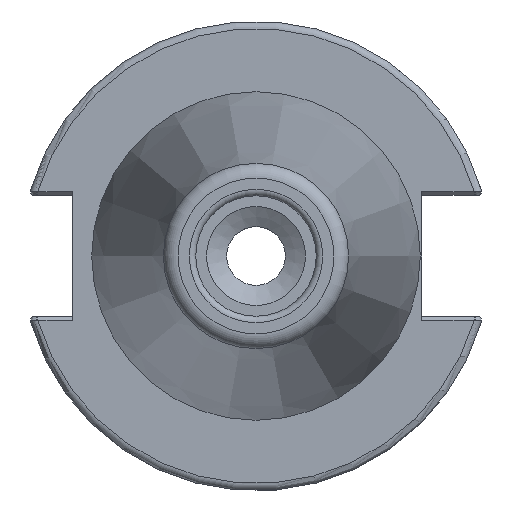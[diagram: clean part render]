
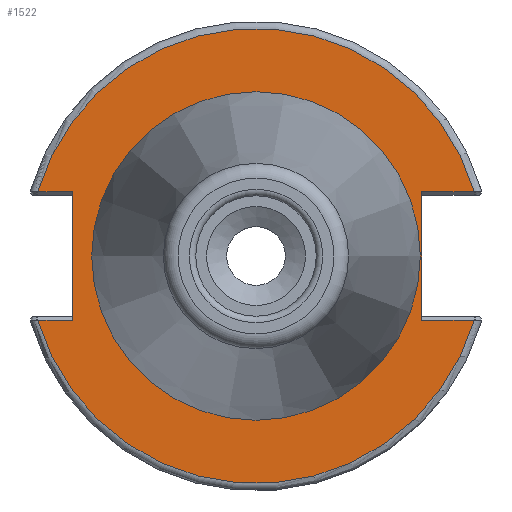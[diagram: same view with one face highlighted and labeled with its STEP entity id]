
A CAD part, left-side view. The second image highlights one B-rep face of the part: STEP entity #1522.
In plain terms, the highlighted planar face has unit normal (-1, 0, 0).
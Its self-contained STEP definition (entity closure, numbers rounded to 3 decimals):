
#58=FACE_BOUND('',#295,.T.);
#67=PLANE('',#1642);
#111=CIRCLE('',#1641,30.775);
#112=CIRCLE('',#1643,30.775);
#113=CIRCLE('',#1644,22.225);
#114=CIRCLE('',#1645,22.225);
#207=FACE_OUTER_BOUND('',#294,.T.);
#294=EDGE_LOOP('',(#1082,#1083,#1084,#1085,#1086,#1087,#1088,#1089));
#295=EDGE_LOOP('',(#1090,#1091));
#383=LINE('',#2385,#480);
#385=LINE('',#2453,#482);
#386=LINE('',#2455,#483);
#387=LINE('',#2459,#484);
#388=LINE('',#2461,#485);
#389=LINE('',#2462,#486);
#480=VECTOR('',#1822,10.);
#482=VECTOR('',#1840,10.);
#483=VECTOR('',#1841,10.);
#484=VECTOR('',#1844,10.);
#485=VECTOR('',#1845,10.);
#486=VECTOR('',#1846,10.);
#632=VERTEX_POINT('',#2378);
#635=VERTEX_POINT('',#2383);
#641=VERTEX_POINT('',#2431);
#643=VERTEX_POINT('',#2452);
#644=VERTEX_POINT('',#2454);
#645=VERTEX_POINT('',#2456);
#646=VERTEX_POINT('',#2458);
#647=VERTEX_POINT('',#2460);
#648=VERTEX_POINT('',#2463);
#649=VERTEX_POINT('',#2464);
#803=EDGE_CURVE('',#635,#632,#383,.T.);
#813=EDGE_CURVE('',#632,#641,#111,.T.);
#816=EDGE_CURVE('',#635,#643,#385,.T.);
#817=EDGE_CURVE('',#644,#643,#386,.T.);
#818=EDGE_CURVE('',#645,#644,#112,.T.);
#819=EDGE_CURVE('',#646,#645,#387,.T.);
#820=EDGE_CURVE('',#646,#647,#388,.T.);
#821=EDGE_CURVE('',#641,#647,#389,.T.);
#822=EDGE_CURVE('',#648,#649,#113,.T.);
#823=EDGE_CURVE('',#649,#648,#114,.T.);
#1082=ORIENTED_EDGE('',*,*,#803,.F.);
#1083=ORIENTED_EDGE('',*,*,#816,.T.);
#1084=ORIENTED_EDGE('',*,*,#817,.F.);
#1085=ORIENTED_EDGE('',*,*,#818,.F.);
#1086=ORIENTED_EDGE('',*,*,#819,.F.);
#1087=ORIENTED_EDGE('',*,*,#820,.T.);
#1088=ORIENTED_EDGE('',*,*,#821,.F.);
#1089=ORIENTED_EDGE('',*,*,#813,.F.);
#1090=ORIENTED_EDGE('',*,*,#822,.T.);
#1091=ORIENTED_EDGE('',*,*,#823,.T.);
#1522=ADVANCED_FACE('',(#207,#58),#67,.T.);
#1641=AXIS2_PLACEMENT_3D('',#2432,#1836,#1837);
#1642=AXIS2_PLACEMENT_3D('',#2451,#1838,#1839);
#1643=AXIS2_PLACEMENT_3D('',#2457,#1842,#1843);
#1644=AXIS2_PLACEMENT_3D('',#2465,#1847,#1848);
#1645=AXIS2_PLACEMENT_3D('',#2466,#1849,#1850);
#1822=DIRECTION('',(0.,-1.,0.));
#1836=DIRECTION('center_axis',(1.,0.,0.));
#1837=DIRECTION('ref_axis',(0.,0.,-1.));
#1838=DIRECTION('center_axis',(-1.,0.,0.));
#1839=DIRECTION('ref_axis',(0.,0.,1.));
#1840=DIRECTION('',(0.,0.,1.));
#1841=DIRECTION('',(0.,1.,0.));
#1842=DIRECTION('center_axis',(1.,0.,0.));
#1843=DIRECTION('ref_axis',(0.,0.,-1.));
#1844=DIRECTION('',(0.,1.,0.));
#1845=DIRECTION('',(0.,0.,-1.));
#1846=DIRECTION('',(0.,-1.,0.));
#1847=DIRECTION('center_axis',(1.,0.,0.));
#1848=DIRECTION('ref_axis',(0.,0.,-1.));
#1849=DIRECTION('center_axis',(1.,0.,0.));
#1850=DIRECTION('ref_axis',(0.,0.,-1.));
#2378=CARTESIAN_POINT('',(3.175,-29.523,-8.69));
#2383=CARTESIAN_POINT('',(3.175,-22.41,-8.69));
#2385=CARTESIAN_POINT('',(3.175,-4.878,-8.69));
#2431=CARTESIAN_POINT('',(3.175,29.523,-8.69));
#2432=CARTESIAN_POINT('Origin',(3.175,0.,
0.));
#2451=CARTESIAN_POINT('Origin',(3.175,30.775,0.));
#2452=CARTESIAN_POINT('',(3.175,-22.41,8.69));
#2453=CARTESIAN_POINT('',(3.175,-22.41,-4.095));
#2454=CARTESIAN_POINT('',(3.175,-29.523,8.69));
#2455=CARTESIAN_POINT('',(3.175,4.182,8.69));
#2456=CARTESIAN_POINT('',(3.175,29.523,8.69));
#2457=CARTESIAN_POINT('Origin',(3.175,0.,
0.));
#2458=CARTESIAN_POINT('',(3.175,24.8,8.69));
#2459=CARTESIAN_POINT('',(3.175,32.958,8.69));
#2460=CARTESIAN_POINT('',(3.175,24.8,-8.69));
#2461=CARTESIAN_POINT('',(3.175,24.8,4.095));
#2462=CARTESIAN_POINT('',(3.175,27.788,-8.69));
#2463=CARTESIAN_POINT('',(3.175,22.225,0.));
#2464=CARTESIAN_POINT('',(3.175,-22.225,0.));
#2465=CARTESIAN_POINT('Origin',(3.175,0.,
0.));
#2466=CARTESIAN_POINT('Origin',(3.175,0.,
0.));
